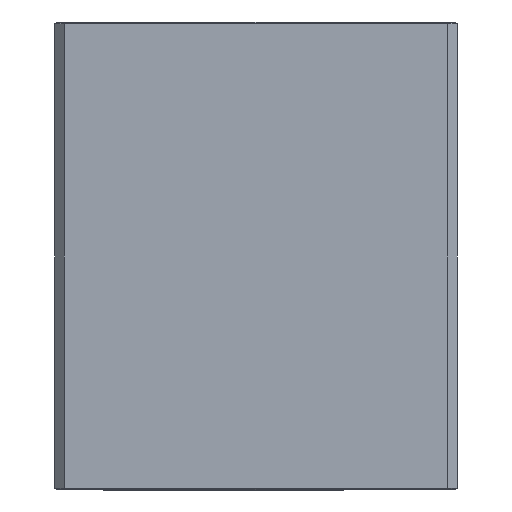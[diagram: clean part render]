
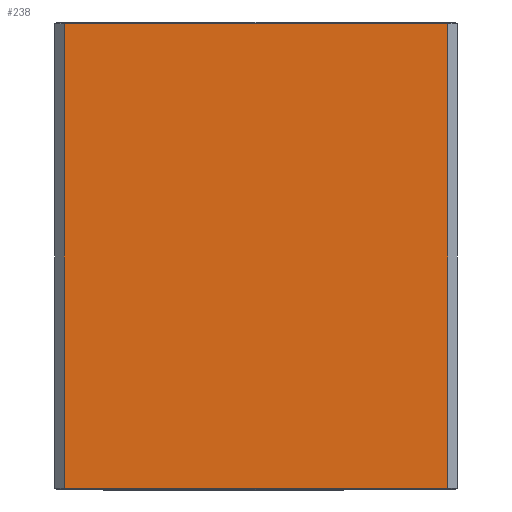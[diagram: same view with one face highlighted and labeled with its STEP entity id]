
A CAD part, front view. The second image highlights one B-rep face of the part: STEP entity #238.
In plain terms, the highlighted planar face has unit normal (0, -1, 0).
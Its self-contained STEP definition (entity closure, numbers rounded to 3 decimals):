
#12 = CARTESIAN_POINT ( 'NONE',  ( -1., 0., 0.2 ) ) ;
#57 = LINE ( 'NONE', #1130, #1594 ) ;
#80 = ORIENTED_EDGE ( 'NONE', *, *, #857, .T. ) ;
#123 = VECTOR ( 'NONE', #2489, 1000. ) ;
#136 = EDGE_CURVE ( 'NONE', #1521, #2691, #57, .T. ) ;
#157 = CARTESIAN_POINT ( 'NONE',  ( -1., 0., 50. ) ) ;
#169 = DIRECTION ( 'NONE',  ( 0., 0., 1. ) ) ;
#238 = ADVANCED_FACE ( 'NONE', ( #1322 ), #1560, .F. ) ;
#304 = DIRECTION ( 'NONE',  ( 0., 0., -1. ) ) ;
#351 = VERTEX_POINT ( 'NONE', #2247 ) ;
#463 = DIRECTION ( 'NONE',  ( -1., 0., 0. ) ) ;
#507 = DIRECTION ( 'NONE',  ( 0., 1., 0. ) ) ;
#692 = CARTESIAN_POINT ( 'NONE',  ( -42., 0., 49.8 ) ) ;
#707 = EDGE_CURVE ( 'NONE', #2691, #2495, #714, .T. ) ;
#714 = LINE ( 'NONE', #1191, #2659 ) ;
#794 = VECTOR ( 'NONE', #169, 1000. ) ;
#856 = ORIENTED_EDGE ( 'NONE', *, *, #1025, .T. ) ;
#857 = EDGE_CURVE ( 'NONE', #351, #1521, #1846, .T. ) ;
#1003 = ORIENTED_EDGE ( 'NONE', *, *, #707, .T. ) ;
#1025 = EDGE_CURVE ( 'NONE', #2495, #351, #1280, .T. ) ;
#1130 = CARTESIAN_POINT ( 'NONE',  ( 0., 0., 49.8 ) ) ;
#1180 = EDGE_LOOP ( 'NONE', ( #80, #1284, #1003, #856 ) ) ;
#1191 = CARTESIAN_POINT ( 'NONE',  ( -42., 0., 50. ) ) ;
#1280 = LINE ( 'NONE', #12, #123 ) ;
#1284 = ORIENTED_EDGE ( 'NONE', *, *, #136, .T. ) ;
#1322 = FACE_OUTER_BOUND ( 'NONE', #1180, .T. ) ;
#1375 = AXIS2_PLACEMENT_3D ( 'NONE', #2418, #507, #2377 ) ;
#1521 = VERTEX_POINT ( 'NONE', #1524 ) ;
#1524 = CARTESIAN_POINT ( 'NONE',  ( -1., 0., 49.8 ) ) ;
#1560 = PLANE ( 'NONE',  #1375 ) ;
#1594 = VECTOR ( 'NONE', #463, 1000. ) ;
#1846 = LINE ( 'NONE', #157, #794 ) ;
#1899 = CARTESIAN_POINT ( 'NONE',  ( -42., 0., 0.2 ) ) ;
#2247 = CARTESIAN_POINT ( 'NONE',  ( -1., 0., 0.2 ) ) ;
#2377 = DIRECTION ( 'NONE',  ( -1., 0., 0. ) ) ;
#2418 = CARTESIAN_POINT ( 'NONE',  ( 0., 0., 50. ) ) ;
#2489 = DIRECTION ( 'NONE',  ( 1., 0., 0. ) ) ;
#2495 = VERTEX_POINT ( 'NONE', #1899 ) ;
#2659 = VECTOR ( 'NONE', #304, 1000. ) ;
#2691 = VERTEX_POINT ( 'NONE', #692 ) ;
